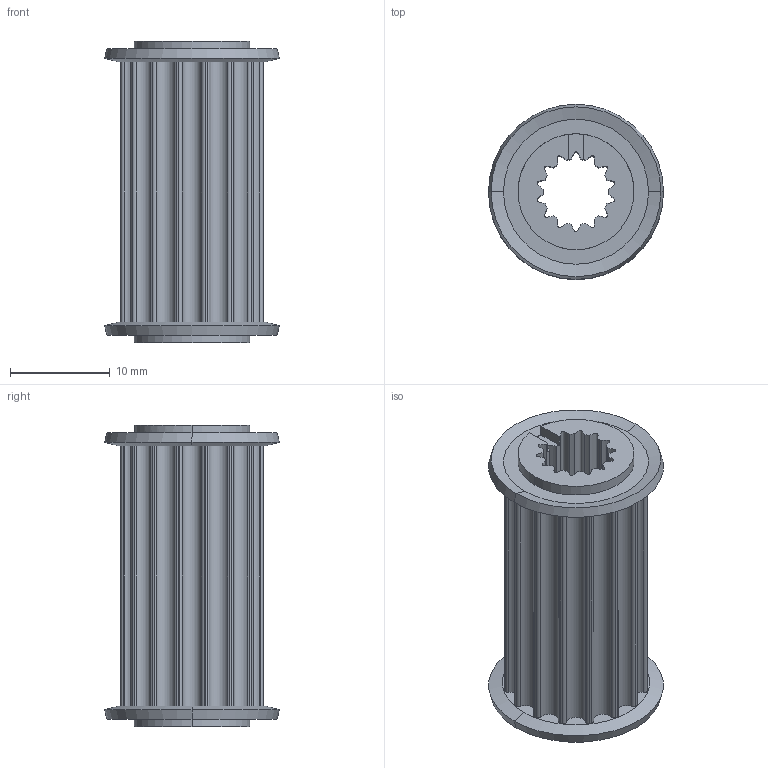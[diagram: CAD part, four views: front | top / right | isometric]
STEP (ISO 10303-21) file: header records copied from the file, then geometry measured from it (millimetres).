
FILE_DESCRIPTION (( 'STEP AP214' ), '1' );
FILE_NAME ('WCP-0318 Rev2.STEP', '2022-12-21T19:47:37', ( '' ), ( '' ), 'SwSTEP 2.0', 'SolidWorks 2020', '' );
FILE_SCHEMA (( 'AUTOMOTIVE_DESIGN' ));
Length unit declared in the file: inch
Products named in the file (1): WCP-0318 Rev2
Bounding box: 17.5 x 17.5 x 30.15 mm (x, y, z)
Volume: 3046.9 mm3; surface area: 3669.4 mm2
Topology: 3 solids, 3 shells, 139 faces, 388 edges, 256 vertices
Faces by surface type: cylinder 102, bspline 14, cone 12, plane 11
Entity records: 6308 total; most frequent: CARTESIAN_POINT 2534, DIRECTION 836, ORIENTED_EDGE 776, EDGE_CURVE 388, AXIS2_PLACEMENT_3D 350, VERTEX_POINT 256, CIRCLE 224, EDGE_LOOP 146
